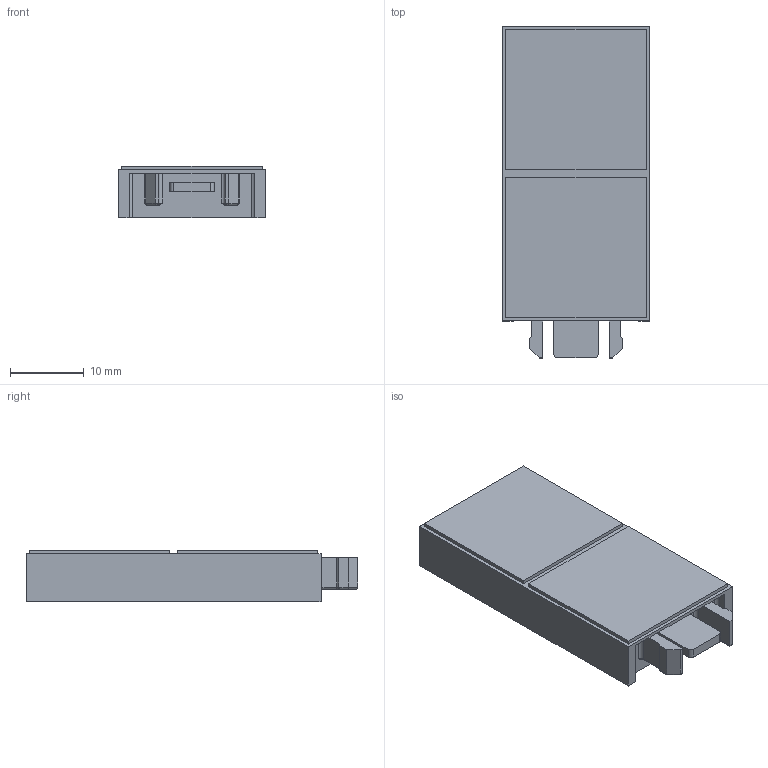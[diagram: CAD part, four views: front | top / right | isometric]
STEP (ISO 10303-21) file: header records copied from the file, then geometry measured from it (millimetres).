
FILE_DESCRIPTION (( 'STEP AP203' ), '1' );
FILE_NAME ('10-00612-001c.step', '2014-04-13T23:20:58', ( 'Nicholas Morozovsky' ), ( '' ), 'SwSTEP 2.0', 'SolidWorks 2012', '' );
FILE_SCHEMA (( 'CONFIG_CONTROL_DESIGN' ));
Length unit declared in the file: millimetre
Products named in the file (1): 10-00612-001c
Bounding box: 19.9 x 44.9 x 7 mm (x, y, z)
Volume: 2189.1 mm3; surface area: 3328.2 mm2
Topology: 1 solids, 1 shells, 90 faces, 230 edges, 146 vertices
Faces by surface type: plane 66, cylinder 20, torus 4
Entity records: 2751 total; most frequent: CARTESIAN_POINT 517, ORIENTED_EDGE 460, DIRECTION 422, EDGE_CURVE 230, VECTOR 192, LINE 192, VERTEX_POINT 146, AXIS2_PLACEMENT_3D 115
